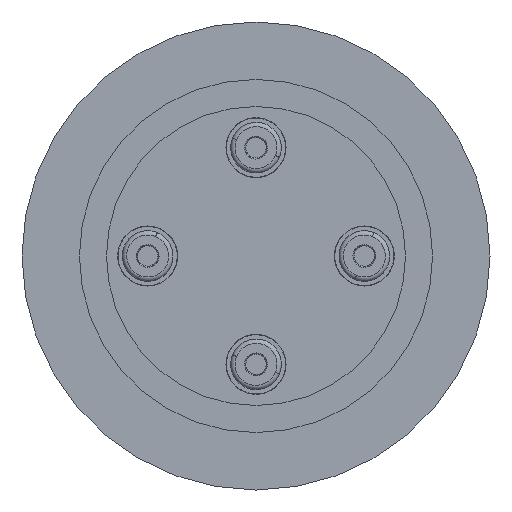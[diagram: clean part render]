
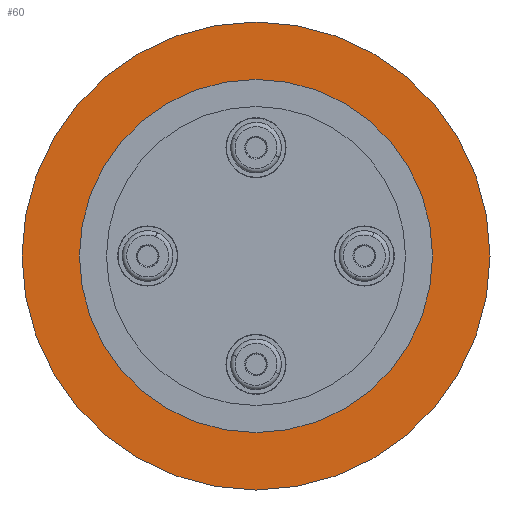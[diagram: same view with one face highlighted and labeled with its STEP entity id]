
A CAD part, front view. The second image highlights one B-rep face of the part: STEP entity #60.
In plain terms, the highlighted planar face has unit normal (0, -1, 0).
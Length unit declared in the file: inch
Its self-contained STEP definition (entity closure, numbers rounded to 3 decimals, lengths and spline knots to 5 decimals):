
#60 = ADVANCED_FACE ( 'NONE', ( #935, #943 ), #506, .F. ) ;
#503 = CARTESIAN_POINT ( 'NONE',  ( 0.05108, 0., -0.06676 ) ) ;
#506 = PLANE ( 'NONE',  #2221 ) ;
#508 = DIRECTION ( 'NONE',  ( 0., 1., 0. ) ) ;
#509 = DIRECTION ( 'NONE',  ( 1., 0., 0. ) ) ;
#935 = FACE_BOUND ( 'NONE', #6644, .T. ) ;
#943 = FACE_OUTER_BOUND ( 'NONE', #5432, .T. ) ;
#1511 = CARTESIAN_POINT ( 'NONE',  ( 0.86608, 0., -0.06676 ) ) ;
#1523 = CARTESIAN_POINT ( 'NONE',  ( 1.13108, 0., -0.06676 ) ) ;
#1524 = CARTESIAN_POINT ( 'NONE',  ( -1.02892, 0., -0.06676 ) ) ;
#1574 = CARTESIAN_POINT ( 'NONE',  ( -0.76392, 0., -0.06676 ) ) ;
#2221 = AXIS2_PLACEMENT_3D ( 'NONE', #503, #508, #509 ) ;
#2895 = CIRCLE ( 'NONE', #4817, 0.815 ) ;
#2907 = CIRCLE ( 'NONE', #4820, 1.08 ) ;
#2911 = CIRCLE ( 'NONE', #4822, 1.08 ) ;
#2917 = CIRCLE ( 'NONE', #4828, 0.815 ) ;
#3592 = EDGE_CURVE ( 'NONE', #5170, #5367, #2895, .T. ) ;
#3599 = EDGE_CURVE ( 'NONE', #5186, #5187, #2907, .T. ) ;
#3602 = EDGE_CURVE ( 'NONE', #5187, #5186, #2911, .T. ) ;
#3608 = EDGE_CURVE ( 'NONE', #5367, #5170, #2917, .T. ) ;
#4817 = AXIS2_PLACEMENT_3D ( 'NONE', #7154, #7155, #7156 ) ;
#4820 = AXIS2_PLACEMENT_3D ( 'NONE', #7171, #7172, #7173 ) ;
#4822 = AXIS2_PLACEMENT_3D ( 'NONE', #7177, #7178, #7179 ) ;
#4828 = AXIS2_PLACEMENT_3D ( 'NONE', #7195, #7196, #7197 ) ;
#5170 = VERTEX_POINT ( 'NONE', #1511 ) ;
#5186 = VERTEX_POINT ( 'NONE', #1523 ) ;
#5187 = VERTEX_POINT ( 'NONE', #1524 ) ;
#5367 = VERTEX_POINT ( 'NONE', #1574 ) ;
#5432 = EDGE_LOOP ( 'NONE', ( #5459, #5460 ) ) ;
#5457 = ORIENTED_EDGE ( 'NONE', *, *, #3608, .F. ) ;
#5458 = ORIENTED_EDGE ( 'NONE', *, *, #3592, .F. ) ;
#5459 = ORIENTED_EDGE ( 'NONE', *, *, #3602, .F. ) ;
#5460 = ORIENTED_EDGE ( 'NONE', *, *, #3599, .F. ) ;
#6644 = EDGE_LOOP ( 'NONE', ( #5457, #5458 ) ) ;
#7154 = CARTESIAN_POINT ( 'NONE',  ( 0.05108, 0., -0.06676 ) ) ;
#7155 = DIRECTION ( 'NONE',  ( 0., -1., 0. ) ) ;
#7156 = DIRECTION ( 'NONE',  ( -1., 0., 0. ) ) ;
#7171 = CARTESIAN_POINT ( 'NONE',  ( 0.05108, 0., -0.06676 ) ) ;
#7172 = DIRECTION ( 'NONE',  ( 0., 1., 0. ) ) ;
#7173 = DIRECTION ( 'NONE',  ( 1., 0., 0. ) ) ;
#7177 = CARTESIAN_POINT ( 'NONE',  ( 0.05108, 0., -0.06676 ) ) ;
#7178 = DIRECTION ( 'NONE',  ( 0., 1., 0. ) ) ;
#7179 = DIRECTION ( 'NONE',  ( 1., 0., 0. ) ) ;
#7195 = CARTESIAN_POINT ( 'NONE',  ( 0.05108, 0., -0.06676 ) ) ;
#7196 = DIRECTION ( 'NONE',  ( 0., -1., 0. ) ) ;
#7197 = DIRECTION ( 'NONE',  ( -1., 0., 0. ) ) ;
